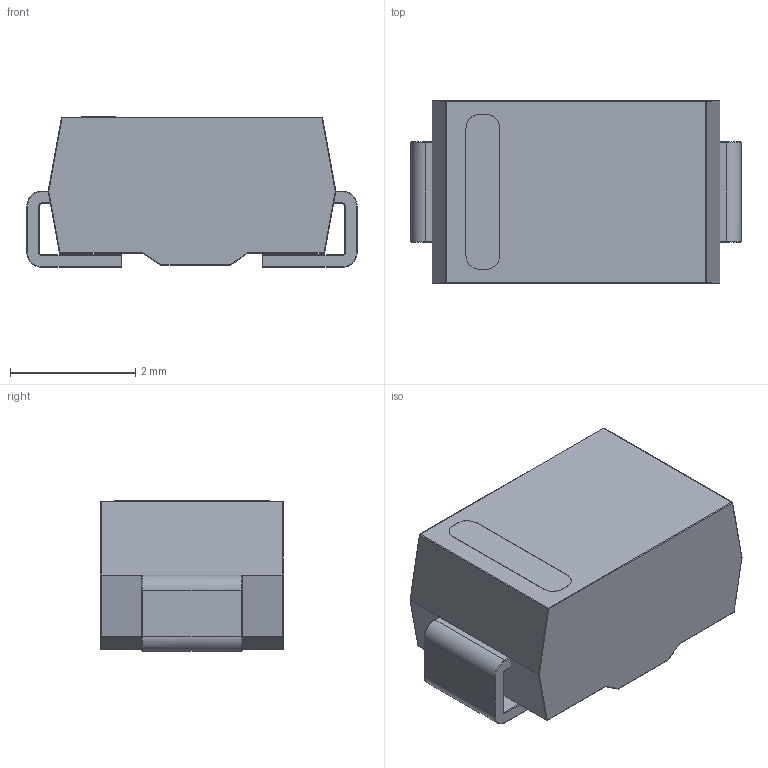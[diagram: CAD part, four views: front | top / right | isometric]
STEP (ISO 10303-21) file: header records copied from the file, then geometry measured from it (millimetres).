
FILE_DESCRIPTION(/* description */ (''),/* implementation_level */ '2;1');
FILE_NAME(/* name */ 'DIODES~1',/* time_stamp */ '2013-05-15T22:57:32+02:00',/* author */ (''),/* organization */ (''),/* preprocessor_version */ 'ST-DEVELOPER v14',/* originating_system */ '',/* authorisation */ '');
FILE_SCHEMA (('AUTOMOTIVE_DESIGN'));
Length unit declared in the file: millimetre
Products named in the file (1): Document
Bounding box: 5.28 x 2.92 x 2.41 mm (x, y, z)
Volume: 31.9 mm3; surface area: 95.4 mm2
Topology: 3 solids, 3 shells, 146 faces, 308 edges, 168 vertices
Faces by surface type: bspline 128, plane 18
Entity records: 7580 total; most frequent: CARTESIAN_POINT 3738, B_SPLINE_CURVE_WITH_KNOTS 662, ORIENTED_EDGE 616, PCURVE 616, DEFINITIONAL_REPRESENTATION 616, SURFACE_CURVE 308, EDGE_CURVE 308, VERTEX_POINT 168
